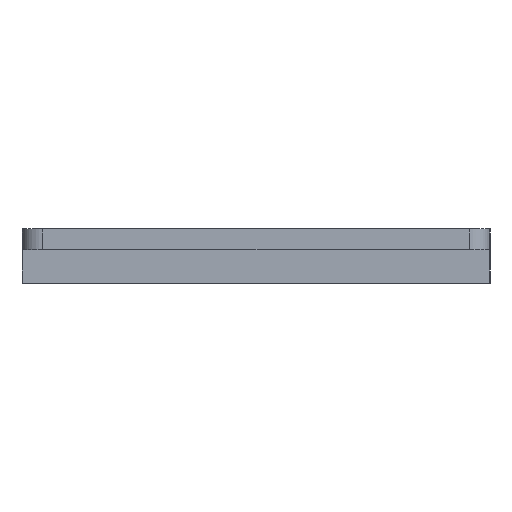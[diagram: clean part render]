
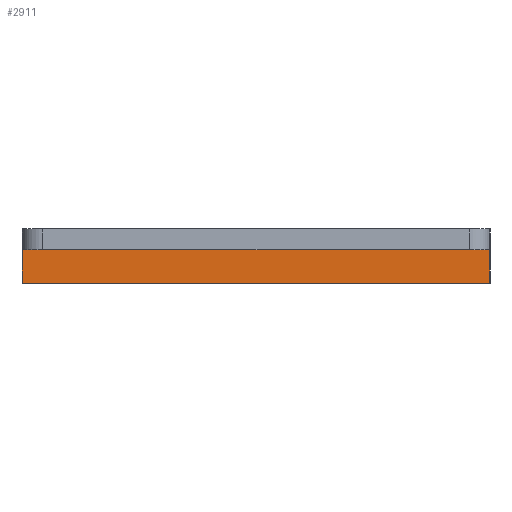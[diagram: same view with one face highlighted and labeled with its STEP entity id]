
A CAD part, left-side view. The second image highlights one B-rep face of the part: STEP entity #2911.
In plain terms, the highlighted planar face has unit normal (-1, 0, 0).
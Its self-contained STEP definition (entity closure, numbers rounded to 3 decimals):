
#191=PLANE('',#3207);
#325=FACE_OUTER_BOUND('',#534,.T.);
#534=EDGE_LOOP('',(#2477,#2478,#2479,#2480));
#809=LINE('',#4731,#1053);
#810=LINE('',#4733,#1054);
#811=LINE('',#4735,#1055);
#812=LINE('',#4736,#1056);
#1053=VECTOR('',#3931,10.);
#1054=VECTOR('',#3932,10.);
#1055=VECTOR('',#3933,10.);
#1056=VECTOR('',#3934,10.);
#1489=VERTEX_POINT('',#4729);
#1490=VERTEX_POINT('',#4730);
#1491=VERTEX_POINT('',#4732);
#1492=VERTEX_POINT('',#4734);
#1853=EDGE_CURVE('',#1489,#1490,#809,.T.);
#1854=EDGE_CURVE('',#1489,#1491,#810,.T.);
#1855=EDGE_CURVE('',#1492,#1491,#811,.T.);
#1856=EDGE_CURVE('',#1490,#1492,#812,.T.);
#2477=ORIENTED_EDGE('',*,*,#1853,.F.);
#2478=ORIENTED_EDGE('',*,*,#1854,.T.);
#2479=ORIENTED_EDGE('',*,*,#1855,.F.);
#2480=ORIENTED_EDGE('',*,*,#1856,.F.);
#2911=ADVANCED_FACE('',(#325),#191,.T.);
#3207=AXIS2_PLACEMENT_3D('',#4728,#3929,#3930);
#3929=DIRECTION('center_axis',(-1.,0.,0.));
#3930=DIRECTION('ref_axis',(0.,1.,0.));
#3931=DIRECTION('',(0.,-1.,0.));
#3932=DIRECTION('',(0.,0.,-1.));
#3933=DIRECTION('',(0.,1.,0.));
#3934=DIRECTION('',(0.,0.,-1.));
#4728=CARTESIAN_POINT('Origin',(-5.,-5.,0.));
#4729=CARTESIAN_POINT('',(-5.,107.,0.));
#4730=CARTESIAN_POINT('',(-5.,-5.,0.));
#4731=CARTESIAN_POINT('',(-5.,23.,0.));
#4732=CARTESIAN_POINT('',(-5.,107.,-8.));
#4733=CARTESIAN_POINT('',(-5.,107.,0.));
#4734=CARTESIAN_POINT('',(-5.,-5.,-8.));
#4735=CARTESIAN_POINT('',(-5.,107.,-8.));
#4736=CARTESIAN_POINT('',(-5.,-5.,0.));
